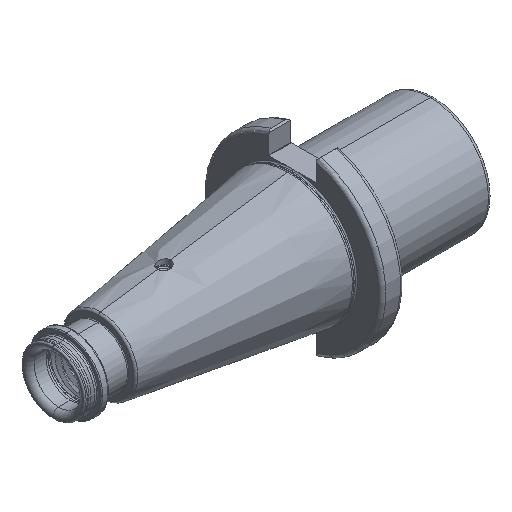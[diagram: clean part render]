
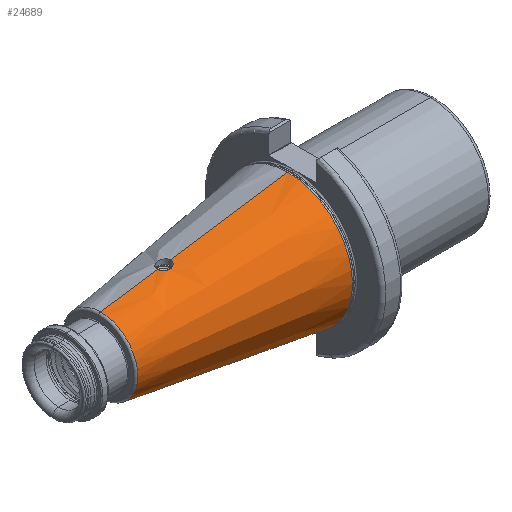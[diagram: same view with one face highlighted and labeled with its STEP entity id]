
A CAD part, isometric view. The second image highlights one B-rep face of the part: STEP entity #24689.
In plain terms, the highlighted conical face has half-angle 8.297 degrees and reference radius 35.027 mm.
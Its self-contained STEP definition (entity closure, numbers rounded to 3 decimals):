
#4344 = VERTEX_POINT ( 'NONE', #10538 ) ;
#4380 = VERTEX_POINT ( 'NONE', #10630 ) ;
#4390 = VERTEX_POINT ( 'NONE', #10614 ) ;
#4448 = VERTEX_POINT ( 'NONE', #10699 ) ;
#5454 = EDGE_CURVE ( 'NONE', #4448, #4390, #7070, .T. ) ;
#5467 = EDGE_CURVE ( 'NONE', #6743, #6771, #7141, .T. ) ;
#5487 = EDGE_CURVE ( 'NONE', #6743, #4448, #7115, .T. ) ;
#5503 = EDGE_CURVE ( 'NONE', #6771, #4380, #7123, .T. ) ;
#6100 = AXIS2_PLACEMENT_3D ( 'NONE', #10761, #10788, #10760 ) ;
#6120 = AXIS2_PLACEMENT_3D ( 'NONE', #10745, #10738, #10719 ) ;
#6296 = EDGE_CURVE ( 'NONE', #4380, #4344, #24127, .T. ) ;
#6318 = EDGE_CURVE ( 'NONE', #4344, #4390, #23202, .T. ) ;
#6743 = VERTEX_POINT ( 'NONE', #9082 ) ;
#6771 = VERTEX_POINT ( 'NONE', #9069 ) ;
#6827 = ORIENTED_EDGE ( 'NONE', *, *, #6296, .F. ) ;
#6898 = ORIENTED_EDGE ( 'NONE', *, *, #5467, .F. ) ;
#6915 = ORIENTED_EDGE ( 'NONE', *, *, #5503, .F. ) ;
#6954 = ORIENTED_EDGE ( 'NONE', *, *, #6318, .F. ) ;
#7070 = CIRCLE ( 'NONE', #6120, 35.027 ) ;
#7115 = LINE ( 'NONE', #10860, #7161 ) ;
#7123 = LINE ( 'NONE', #10917, #7126 ) ;
#7126 = VECTOR ( 'NONE', #10893, 1000. ) ;
#7141 = CIRCLE ( 'NONE', #6100, 20.207 ) ;
#7161 = VECTOR ( 'NONE', #10865, 1000. ) ;
#7907 = CARTESIAN_POINT ( 'NONE',  ( -8.5, 0., 0. ) ) ;
#7930 = DIRECTION ( 'NONE',  ( 1., 0., 0. ) ) ;
#7944 = DIRECTION ( 'NONE',  ( 0., 0., -1. ) ) ;
#9069 = CARTESIAN_POINT ( 'NONE',  ( -110.123, 0., 20.207 ) ) ;
#9082 = CARTESIAN_POINT ( 'NONE',  ( -110.123, 0., -20.207 ) ) ;
#9701 = CARTESIAN_POINT ( 'NONE',  ( -8.5, 0., 35.027 ) ) ;
#9705 = DIRECTION ( 'NONE',  ( 0.99, 0., 0.144 ) ) ;
#10538 = CARTESIAN_POINT ( 'NONE',  ( -72.2, 0., 25.738 ) ) ;
#10614 = CARTESIAN_POINT ( 'NONE',  ( -8.5, 0., 35.027 ) ) ;
#10630 = CARTESIAN_POINT ( 'NONE',  ( -79.2, 0., 24.717 ) ) ;
#10699 = CARTESIAN_POINT ( 'NONE',  ( -8.5, 0., -35.027 ) ) ;
#10719 = DIRECTION ( 'NONE',  ( 0., 0., 1. ) ) ;
#10738 = DIRECTION ( 'NONE',  ( -1., 0., 0. ) ) ;
#10745 = CARTESIAN_POINT ( 'NONE',  ( -8.5, 0., 0. ) ) ;
#10760 = DIRECTION ( 'NONE',  ( 0., 0., 1. ) ) ;
#10761 = CARTESIAN_POINT ( 'NONE',  ( -110.123, 0., 0. ) ) ;
#10788 = DIRECTION ( 'NONE',  ( -1., 0., 0. ) ) ;
#10860 = CARTESIAN_POINT ( 'NONE',  ( -8.5, 0., -35.027 ) ) ;
#10865 = DIRECTION ( 'NONE',  ( 0.99, 0., -0.144 ) ) ;
#10893 = DIRECTION ( 'NONE',  ( 0.99, 0., 0.144 ) ) ;
#10917 = CARTESIAN_POINT ( 'NONE',  ( -8.5, 0., 35.027 ) ) ;
#11832 = CARTESIAN_POINT ( 'NONE',  ( -74.139, -3.141, 25.26 ) ) ;
#11833 = CARTESIAN_POINT ( 'NONE',  ( -72.313, -0.911, 25.706 ) ) ;
#11835 = CARTESIAN_POINT ( 'NONE',  ( -78.732, -1.764, 24.723 ) ) ;
#11836 = CARTESIAN_POINT ( 'NONE',  ( -77.995, -2.653, 24.751 ) ) ;
#11837 = CARTESIAN_POINT ( 'NONE',  ( -73.937, -3.032, 25.304 ) ) ;
#11839 = CARTESIAN_POINT ( 'NONE',  ( -76.801, -3.33, 24.845 ) ) ;
#11840 = CARTESIAN_POINT ( 'NONE',  ( -77.816, -2.797, 24.761 ) ) ;
#11842 = CARTESIAN_POINT ( 'NONE',  ( -72.918, -2.136, 25.544 ) ) ;
#11845 = CARTESIAN_POINT ( 'NONE',  ( -72.2, -0.233, 25.738 ) ) ;
#11847 = CARTESIAN_POINT ( 'NONE',  ( -76.582, -3.395, 24.868 ) ) ;
#11848 = CARTESIAN_POINT ( 'NONE',  ( -74.772, -3.383, 25.136 ) ) ;
#11854 = CARTESIAN_POINT ( 'NONE',  ( -78.325, -2.327, 24.736 ) ) ;
#11855 = CARTESIAN_POINT ( 'NONE',  ( -73.56, -2.779, 25.388 ) ) ;
#11857 = CARTESIAN_POINT ( 'NONE',  ( -72.557, -1.557, 25.639 ) ) ;
#11858 = CARTESIAN_POINT ( 'NONE',  ( -76.132, -3.481, 24.922 ) ) ;
#11859 = CARTESIAN_POINT ( 'NONE',  ( -72.223, -0.461, 25.731 ) ) ;
#11861 = CARTESIAN_POINT ( 'NONE',  ( -75.221, -3.475, 25.057 ) ) ;
#11862 = CARTESIAN_POINT ( 'NONE',  ( -79.087, -0.914, 24.717 ) ) ;
#11864 = CARTESIAN_POINT ( 'NONE',  ( -79.019, -1.135, 24.718 ) ) ;
#11865 = CARTESIAN_POINT ( 'NONE',  ( -78.473, -2.148, 24.73 ) ) ;
#11866 = CARTESIAN_POINT ( 'NONE',  ( -79.178, -0.458, 24.717 ) ) ;
#11867 = CARTESIAN_POINT ( 'NONE',  ( -77.433, -3.049, 24.788 ) ) ;
#11869 = CARTESIAN_POINT ( 'NONE',  ( -77.226, -3.158, 24.804 ) ) ;
#11870 = CARTESIAN_POINT ( 'NONE',  ( -74.555, -3.315, 25.177 ) ) ;
#11871 = CARTESIAN_POINT ( 'NONE',  ( -73.386, -2.635, 25.429 ) ) ;
#11872 = CARTESIAN_POINT ( 'NONE',  ( -73.065, -2.315, 25.507 ) ) ;
#11873 = CARTESIAN_POINT ( 'NONE',  ( -72.665, -1.758, 25.61 ) ) ;
#11874 = CARTESIAN_POINT ( 'NONE',  ( -79.2, 0., 24.717 ) ) ;
#11876 = CARTESIAN_POINT ( 'NONE',  ( -79.2, -0.23, 24.717 ) ) ;
#11877 = CARTESIAN_POINT ( 'NONE',  ( -75.446, -3.498, 25.021 ) ) ;
#11879 = CARTESIAN_POINT ( 'NONE',  ( -75.901, -3.502, 24.953 ) ) ;
#11880 = CARTESIAN_POINT ( 'NONE',  ( -72.2, 0., 25.738 ) ) ;
#11883 = CARTESIAN_POINT ( 'NONE',  ( -78.842, -1.558, 24.721 ) ) ;
#11884 = CARTESIAN_POINT ( 'NONE',  ( -72.381, -1.134, 25.687 ) ) ;
#16095 = AXIS2_PLACEMENT_3D ( 'NONE', #7907, #7930, #7944 ) ;
#21389 = ORIENTED_EDGE ( 'NONE', *, *, #5454, .T. ) ;
#21416 = ORIENTED_EDGE ( 'NONE', *, *, #5487, .T. ) ;
#22935 = FACE_OUTER_BOUND ( 'NONE', #23724, .T. ) ;
#22965 = CONICAL_SURFACE ( 'NONE', #16095, 35.027, 0.145 ) ;
#23183 = VECTOR ( 'NONE', #9705, 1000. ) ;
#23202 = LINE ( 'NONE', #9701, #23183 ) ;
#23724 = EDGE_LOOP ( 'NONE', ( #6915, #6898, #21416, #21389, #6954, #6827 ) ) ;
#24127 = B_SPLINE_CURVE_WITH_KNOTS ( 'NONE', 3,
 ( #11874, #11876, #11866, #11862, #11864, #11883, #11835, #11865, #11854, #11836, #11840, #11867, #11869, #11839, #11847, #11858, #11879, #11877, #11861, #11848, #11870, #11832, #11837, #11855, #11871, #11872, #11842, #11873, #11857, #11884, #11833, #11859, #11845, #11880 ),
 .UNSPECIFIED., .F., .F.,
 ( 4, 2, 2, 2, 2, 2, 2, 2, 2, 2, 2, 2, 2, 2, 2, 2, 4 ),
 ( 0.019, 0.02, 0.021, 0.021, 0.022, 0.023, 0.023, 0.024, 0.025, 0.026, 0.026, 0.027, 0.028, 0.028, 0.029, 0.03, 0.03 ),
 .UNSPECIFIED. ) ;
#24689 = ADVANCED_FACE ( 'NONE', ( #22935 ), #22965, .T. ) ;
